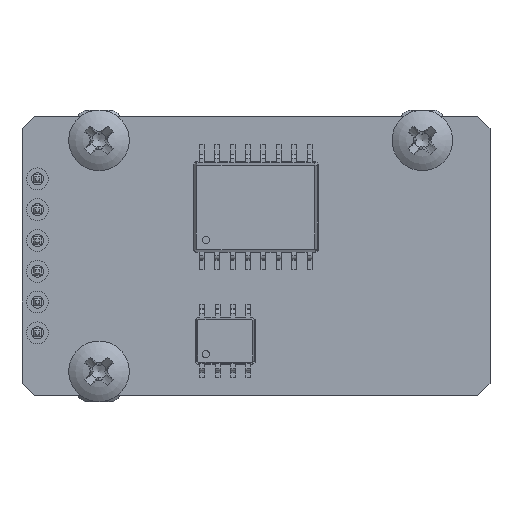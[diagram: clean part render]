
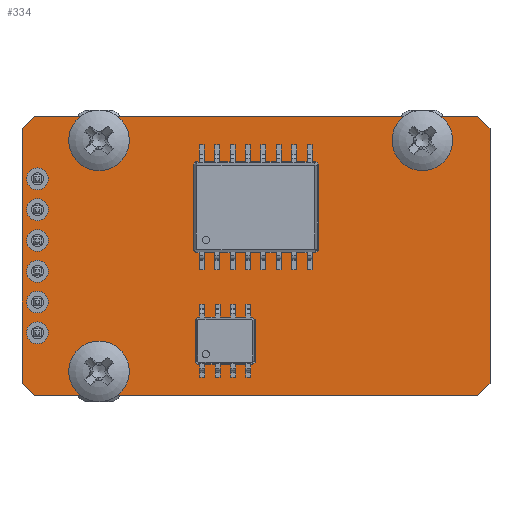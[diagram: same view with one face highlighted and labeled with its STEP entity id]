
A CAD part, top view. The second image highlights one B-rep face of the part: STEP entity #334.
In plain terms, the highlighted planar face has unit normal (0, 0, 1).
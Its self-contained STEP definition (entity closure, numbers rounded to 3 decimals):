
#91 = VERTEX_POINT('',#92);
#92 = CARTESIAN_POINT('',(-0.27,11.5,1.6));
#98 = EDGE_CURVE('',#91,#99,#101,.T.);
#99 = VERTEX_POINT('',#100);
#100 = CARTESIAN_POINT('',(36.33,11.5,1.6));
#101 = LINE('',#102,#103);
#102 = CARTESIAN_POINT('',(-0.27,11.5,1.6));
#103 = VECTOR('',#104,1.);
#104 = DIRECTION('',(1.,0.,0.));
#131 = VERTEX_POINT('',#132);
#132 = CARTESIAN_POINT('',(-1.27,10.5,1.6));
#138 = EDGE_CURVE('',#131,#91,#139,.T.);
#139 = LINE('',#140,#141);
#140 = CARTESIAN_POINT('',(-1.27,10.5,1.6));
#141 = VECTOR('',#142,1.);
#142 = DIRECTION('',(0.707,0.707,0.));
#160 = EDGE_CURVE('',#99,#161,#163,.T.);
#161 = VERTEX_POINT('',#162);
#162 = CARTESIAN_POINT('',(37.33,10.5,1.6));
#163 = LINE('',#164,#165);
#164 = CARTESIAN_POINT('',(36.33,11.5,1.6));
#165 = VECTOR('',#166,1.);
#166 = DIRECTION('',(0.707,-0.707,0.));
#334 = ADVANCED_FACE('',(#335,#378,#389,#400,#411,#422,#433,#444,#455,
    #466),#477,.F.);
#335 = FACE_BOUND('',#336,.F.);
#336 = EDGE_LOOP('',(#337,#338,#339,#347,#355,#363,#371,#377));
#337 = ORIENTED_EDGE('',*,*,#98,.T.);
#338 = ORIENTED_EDGE('',*,*,#160,.T.);
#339 = ORIENTED_EDGE('',*,*,#340,.T.);
#340 = EDGE_CURVE('',#161,#341,#343,.T.);
#341 = VERTEX_POINT('',#342);
#342 = CARTESIAN_POINT('',(37.33,-10.5,1.6));
#343 = LINE('',#344,#345);
#344 = CARTESIAN_POINT('',(37.33,10.5,1.6));
#345 = VECTOR('',#346,1.);
#346 = DIRECTION('',(0.,-1.,0.));
#347 = ORIENTED_EDGE('',*,*,#348,.T.);
#348 = EDGE_CURVE('',#341,#349,#351,.T.);
#349 = VERTEX_POINT('',#350);
#350 = CARTESIAN_POINT('',(36.33,-11.5,1.6));
#351 = LINE('',#352,#353);
#352 = CARTESIAN_POINT('',(37.33,-10.5,1.6));
#353 = VECTOR('',#354,1.);
#354 = DIRECTION('',(-0.707,-0.707,0.));
#355 = ORIENTED_EDGE('',*,*,#356,.T.);
#356 = EDGE_CURVE('',#349,#357,#359,.T.);
#357 = VERTEX_POINT('',#358);
#358 = CARTESIAN_POINT('',(-0.27,-11.5,1.6));
#359 = LINE('',#360,#361);
#360 = CARTESIAN_POINT('',(36.33,-11.5,1.6));
#361 = VECTOR('',#362,1.);
#362 = DIRECTION('',(-1.,0.,0.));
#363 = ORIENTED_EDGE('',*,*,#364,.T.);
#364 = EDGE_CURVE('',#357,#365,#367,.T.);
#365 = VERTEX_POINT('',#366);
#366 = CARTESIAN_POINT('',(-1.27,-10.5,1.6));
#367 = LINE('',#368,#369);
#368 = CARTESIAN_POINT('',(-0.27,-11.5,1.6));
#369 = VECTOR('',#370,1.);
#370 = DIRECTION('',(-0.707,0.707,0.));
#371 = ORIENTED_EDGE('',*,*,#372,.T.);
#372 = EDGE_CURVE('',#365,#131,#373,.T.);
#373 = LINE('',#374,#375);
#374 = CARTESIAN_POINT('',(-1.27,-10.5,1.6));
#375 = VECTOR('',#376,1.);
#376 = DIRECTION('',(0.,1.,0.));
#377 = ORIENTED_EDGE('',*,*,#138,.T.);
#378 = FACE_BOUND('',#379,.F.);
#379 = EDGE_LOOP('',(#380));
#380 = ORIENTED_EDGE('',*,*,#381,.T.);
#381 = EDGE_CURVE('',#382,#382,#384,.T.);
#382 = VERTEX_POINT('',#383);
#383 = CARTESIAN_POINT('',(32.85,9.525,1.6));
#384 = CIRCLE('',#385,1.1);
#385 = AXIS2_PLACEMENT_3D('',#386,#387,#388);
#386 = CARTESIAN_POINT('',(31.75,9.525,1.6));
#387 = DIRECTION('',(0.,0.,1.));
#388 = DIRECTION('',(1.,0.,-0.));
#389 = FACE_BOUND('',#390,.F.);
#390 = EDGE_LOOP('',(#391));
#391 = ORIENTED_EDGE('',*,*,#392,.T.);
#392 = EDGE_CURVE('',#393,#393,#395,.T.);
#393 = VERTEX_POINT('',#394);
#394 = CARTESIAN_POINT('',(6.18,-9.525,1.6));
#395 = CIRCLE('',#396,1.1);
#396 = AXIS2_PLACEMENT_3D('',#397,#398,#399);
#397 = CARTESIAN_POINT('',(5.08,-9.525,1.6));
#398 = DIRECTION('',(0.,0.,1.));
#399 = DIRECTION('',(1.,0.,-0.));
#400 = FACE_BOUND('',#401,.F.);
#401 = EDGE_LOOP('',(#402));
#402 = ORIENTED_EDGE('',*,*,#403,.T.);
#403 = EDGE_CURVE('',#404,#404,#406,.T.);
#404 = VERTEX_POINT('',#405);
#405 = CARTESIAN_POINT('',(6.18,9.525,1.6));
#406 = CIRCLE('',#407,1.1);
#407 = AXIS2_PLACEMENT_3D('',#408,#409,#410);
#408 = CARTESIAN_POINT('',(5.08,9.525,1.6));
#409 = DIRECTION('',(0.,0.,1.));
#410 = DIRECTION('',(1.,0.,-0.));
#411 = FACE_BOUND('',#412,.F.);
#412 = EDGE_LOOP('',(#413));
#413 = ORIENTED_EDGE('',*,*,#414,.F.);
#414 = EDGE_CURVE('',#415,#415,#417,.T.);
#415 = VERTEX_POINT('',#416);
#416 = CARTESIAN_POINT('',(0.9,-6.35,1.6));
#417 = CIRCLE('',#418,0.9);
#418 = AXIS2_PLACEMENT_3D('',#419,#420,#421);
#419 = CARTESIAN_POINT('',(0.,-6.35,1.6));
#420 = DIRECTION('',(0.,0.,-1.));
#421 = DIRECTION('',(1.,0.,0.));
#422 = FACE_BOUND('',#423,.F.);
#423 = EDGE_LOOP('',(#424));
#424 = ORIENTED_EDGE('',*,*,#425,.F.);
#425 = EDGE_CURVE('',#426,#426,#428,.T.);
#426 = VERTEX_POINT('',#427);
#427 = CARTESIAN_POINT('',(0.9,-3.81,1.6));
#428 = CIRCLE('',#429,0.9);
#429 = AXIS2_PLACEMENT_3D('',#430,#431,#432);
#430 = CARTESIAN_POINT('',(0.,-3.81,1.6));
#431 = DIRECTION('',(0.,0.,-1.));
#432 = DIRECTION('',(1.,0.,0.));
#433 = FACE_BOUND('',#434,.F.);
#434 = EDGE_LOOP('',(#435));
#435 = ORIENTED_EDGE('',*,*,#436,.F.);
#436 = EDGE_CURVE('',#437,#437,#439,.T.);
#437 = VERTEX_POINT('',#438);
#438 = CARTESIAN_POINT('',(0.9,-1.27,1.6));
#439 = CIRCLE('',#440,0.9);
#440 = AXIS2_PLACEMENT_3D('',#441,#442,#443);
#441 = CARTESIAN_POINT('',(0.,-1.27,1.6));
#442 = DIRECTION('',(0.,0.,-1.));
#443 = DIRECTION('',(1.,0.,0.));
#444 = FACE_BOUND('',#445,.F.);
#445 = EDGE_LOOP('',(#446));
#446 = ORIENTED_EDGE('',*,*,#447,.F.);
#447 = EDGE_CURVE('',#448,#448,#450,.T.);
#448 = VERTEX_POINT('',#449);
#449 = CARTESIAN_POINT('',(0.9,3.81,1.6));
#450 = CIRCLE('',#451,0.9);
#451 = AXIS2_PLACEMENT_3D('',#452,#453,#454);
#452 = CARTESIAN_POINT('',(0.,3.81,1.6));
#453 = DIRECTION('',(0.,0.,-1.));
#454 = DIRECTION('',(1.,0.,0.));
#455 = FACE_BOUND('',#456,.F.);
#456 = EDGE_LOOP('',(#457));
#457 = ORIENTED_EDGE('',*,*,#458,.F.);
#458 = EDGE_CURVE('',#459,#459,#461,.T.);
#459 = VERTEX_POINT('',#460);
#460 = CARTESIAN_POINT('',(0.9,1.27,1.6));
#461 = CIRCLE('',#462,0.9);
#462 = AXIS2_PLACEMENT_3D('',#463,#464,#465);
#463 = CARTESIAN_POINT('',(0.,1.27,1.6));
#464 = DIRECTION('',(0.,0.,-1.));
#465 = DIRECTION('',(1.,0.,0.));
#466 = FACE_BOUND('',#467,.F.);
#467 = EDGE_LOOP('',(#468));
#468 = ORIENTED_EDGE('',*,*,#469,.F.);
#469 = EDGE_CURVE('',#470,#470,#472,.T.);
#470 = VERTEX_POINT('',#471);
#471 = CARTESIAN_POINT('',(0.9,6.35,1.6));
#472 = CIRCLE('',#473,0.9);
#473 = AXIS2_PLACEMENT_3D('',#474,#475,#476);
#474 = CARTESIAN_POINT('',(0.,6.35,1.6));
#475 = DIRECTION('',(0.,0.,-1.));
#476 = DIRECTION('',(1.,0.,0.));
#477 = PLANE('',#478);
#478 = AXIS2_PLACEMENT_3D('',#479,#480,#481);
#479 = CARTESIAN_POINT('',(18.03,0.,1.6));
#480 = DIRECTION('',(-0.,-0.,-1.));
#481 = DIRECTION('',(-1.,0.,0.));
